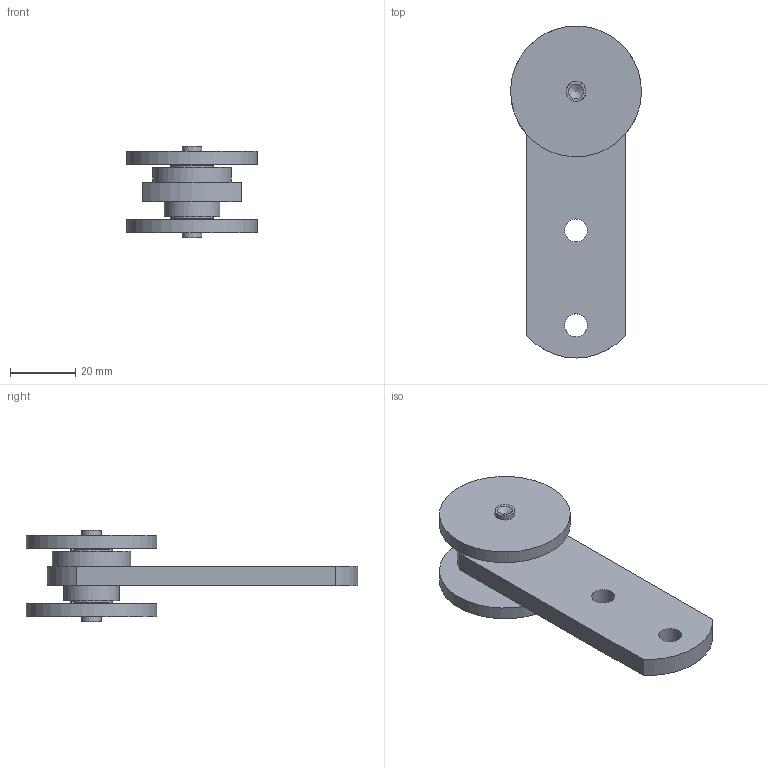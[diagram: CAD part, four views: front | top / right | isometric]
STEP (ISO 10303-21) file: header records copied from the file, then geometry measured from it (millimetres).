
FILE_DESCRIPTION(/* description */ (''),/* implementation_level */ '2;1');
FILE_NAME(/* name */ '0751R.stp',/* time_stamp */ '2019-10-07T09:32:18+02:00',/* author */ ('Giuliano'),/* organization */ (''),/* preprocessor_version */ 'ST-DEVELOPER v17.2',/* originating_system */ 'Autodesk Inventor 2019',/* authorisation */ '');
FILE_SCHEMA (('AUTOMOTIVE_DESIGN { 1 0 10303 214 3 1 1 }'));
Length unit declared in the file: millimetre
Products named in the file (1): Pièce1
Bounding box: 39.98 x 101.49 x 28 mm (x, y, z)
Volume: 29105.2 mm3; surface area: 17155 mm2
Topology: 6 solids, 6 shells, 39 faces, 84 edges, 61 vertices
Faces by surface type: plane 18, cylinder 17, cone 3, torus 1
Full cylindrical faces by diameter (mm): 6 x2, 6.1 x2, 7 x2, 10 x2, 13 x2, 17 x1, 17.5 x1, 24 x1, 40 x2
Entity records: 1216 total; most frequent: DIRECTION 218, CARTESIAN_POINT 183, ORIENTED_EDGE 164, AXIS2_PLACEMENT_3D 96, EDGE_CURVE 82, VERTEX_POINT 61, EDGE_LOOP 59, CIRCLE 56
